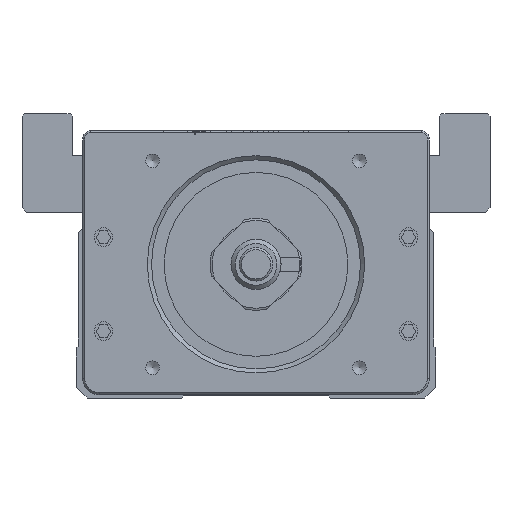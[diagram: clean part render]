
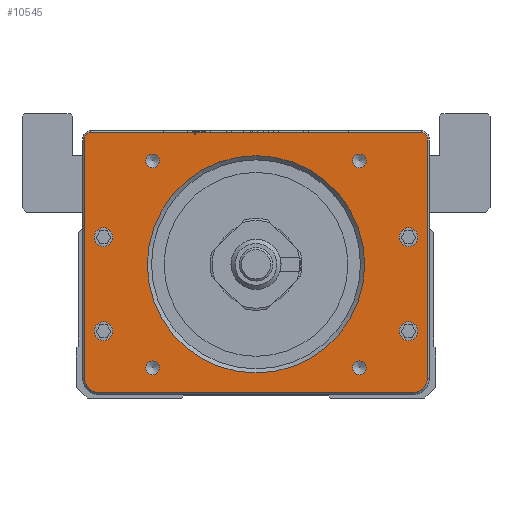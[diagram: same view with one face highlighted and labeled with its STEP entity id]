
A CAD part, front view. The second image highlights one B-rep face of the part: STEP entity #10545.
In plain terms, the highlighted planar face has unit normal (0, -1, 0).
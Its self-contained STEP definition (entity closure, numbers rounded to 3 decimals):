
#636=PLANE('',#35913);
#3728=LINE('',#50050,#7151);
#3729=LINE('',#50055,#7152);
#3730=LINE('',#50059,#7153);
#3731=LINE('',#50063,#7154);
#7151=VECTOR('',#39705,1.);
#7152=VECTOR('',#39708,1.);
#7153=VECTOR('',#39711,1.);
#7154=VECTOR('',#39714,1.);
#10545=ADVANCED_FACE('',(#13016,#13017,#13018,#13019,#13020,#13021,#13022,
#13023,#13024,#13025),#636,.F.);
#13016=FACE_BOUND('',#14353,.T.);
#13017=FACE_BOUND('',#14354,.T.);
#13018=FACE_BOUND('',#14355,.T.);
#13019=FACE_BOUND('',#14356,.T.);
#13020=FACE_BOUND('',#14357,.T.);
#13021=FACE_BOUND('',#14358,.T.);
#13022=FACE_BOUND('',#14359,.T.);
#13023=FACE_BOUND('',#14360,.T.);
#13024=FACE_BOUND('',#14361,.T.);
#13025=FACE_BOUND('',#14362,.T.);
#14353=EDGE_LOOP('',(#17653));
#14354=EDGE_LOOP('',(#17654));
#14355=EDGE_LOOP('',(#17655));
#14356=EDGE_LOOP('',(#17656));
#14357=EDGE_LOOP('',(#17657));
#14358=EDGE_LOOP('',(#17658,#17659,#17660,#17661,#17662,#17663,#17664,#17665));
#14359=EDGE_LOOP('',(#17666));
#14360=EDGE_LOOP('',(#17667));
#14361=EDGE_LOOP('',(#17668));
#14362=EDGE_LOOP('',(#17669));
#17653=ORIENTED_EDGE('',*,*,#30330,.T.);
#17654=ORIENTED_EDGE('',*,*,#30331,.T.);
#17655=ORIENTED_EDGE('',*,*,#30332,.T.);
#17656=ORIENTED_EDGE('',*,*,#30333,.T.);
#17657=ORIENTED_EDGE('',*,*,#30334,.T.);
#17658=ORIENTED_EDGE('',*,*,#30335,.T.);
#17659=ORIENTED_EDGE('',*,*,#30336,.T.);
#17660=ORIENTED_EDGE('',*,*,#30337,.T.);
#17661=ORIENTED_EDGE('',*,*,#30338,.T.);
#17662=ORIENTED_EDGE('',*,*,#30339,.T.);
#17663=ORIENTED_EDGE('',*,*,#30340,.T.);
#17664=ORIENTED_EDGE('',*,*,#30341,.T.);
#17665=ORIENTED_EDGE('',*,*,#30342,.T.);
#17666=ORIENTED_EDGE('',*,*,#30343,.T.);
#17667=ORIENTED_EDGE('',*,*,#30344,.T.);
#17668=ORIENTED_EDGE('',*,*,#30345,.T.);
#17669=ORIENTED_EDGE('',*,*,#30346,.T.);
#26906=VERTEX_POINT('',#50041);
#26907=VERTEX_POINT('',#50043);
#26908=VERTEX_POINT('',#50045);
#26909=VERTEX_POINT('',#50047);
#26910=VERTEX_POINT('',#50049);
#26911=VERTEX_POINT('',#50051);
#26912=VERTEX_POINT('',#50052);
#26913=VERTEX_POINT('',#50054);
#26914=VERTEX_POINT('',#50056);
#26915=VERTEX_POINT('',#50058);
#26916=VERTEX_POINT('',#50060);
#26917=VERTEX_POINT('',#50062);
#26918=VERTEX_POINT('',#50064);
#26919=VERTEX_POINT('',#50067);
#26920=VERTEX_POINT('',#50069);
#26921=VERTEX_POINT('',#50071);
#26922=VERTEX_POINT('',#50073);
#30330=EDGE_CURVE('',#26906,#26906,#34672,.T.);
#30331=EDGE_CURVE('',#26907,#26907,#34673,.T.);
#30332=EDGE_CURVE('',#26908,#26908,#34674,.T.);
#30333=EDGE_CURVE('',#26909,#26909,#34675,.T.);
#30334=EDGE_CURVE('',#26910,#26910,#34676,.T.);
#30335=EDGE_CURVE('',#26911,#26912,#3728,.T.);
#30336=EDGE_CURVE('',#26912,#26913,#34677,.T.);
#30337=EDGE_CURVE('',#26913,#26914,#3729,.T.);
#30338=EDGE_CURVE('',#26914,#26915,#34678,.T.);
#30339=EDGE_CURVE('',#26915,#26916,#3730,.T.);
#30340=EDGE_CURVE('',#26916,#26917,#34679,.T.);
#30341=EDGE_CURVE('',#26917,#26918,#3731,.T.);
#30342=EDGE_CURVE('',#26918,#26911,#34680,.T.);
#30343=EDGE_CURVE('',#26919,#26919,#34681,.T.);
#30344=EDGE_CURVE('',#26920,#26920,#34682,.T.);
#30345=EDGE_CURVE('',#26921,#26921,#34683,.T.);
#30346=EDGE_CURVE('',#26922,#26922,#34684,.T.);
#34672=CIRCLE('',#35900,26.);
#34673=CIRCLE('',#35901,1.65);
#34674=CIRCLE('',#35902,1.65);
#34675=CIRCLE('',#35903,1.65);
#34676=CIRCLE('',#35904,1.65);
#34677=CIRCLE('',#35905,1.5);
#34678=CIRCLE('',#35906,1.5);
#34679=CIRCLE('',#35907,3.5);
#34680=CIRCLE('',#35908,3.5);
#34681=CIRCLE('',#35909,2.25);
#34682=CIRCLE('',#35910,2.25);
#34683=CIRCLE('',#35911,2.25);
#34684=CIRCLE('',#35912,2.25);
#35900=AXIS2_PLACEMENT_3D('',#50040,#39695,#39696);
#35901=AXIS2_PLACEMENT_3D('',#50042,#39697,#39698);
#35902=AXIS2_PLACEMENT_3D('',#50044,#39699,#39700);
#35903=AXIS2_PLACEMENT_3D('',#50046,#39701,#39702);
#35904=AXIS2_PLACEMENT_3D('',#50048,#39703,#39704);
#35905=AXIS2_PLACEMENT_3D('',#50053,#39706,#39707);
#35906=AXIS2_PLACEMENT_3D('',#50057,#39709,#39710);
#35907=AXIS2_PLACEMENT_3D('',#50061,#39712,#39713);
#35908=AXIS2_PLACEMENT_3D('',#50065,#39715,#39716);
#35909=AXIS2_PLACEMENT_3D('',#50066,#39717,#39718);
#35910=AXIS2_PLACEMENT_3D('',#50068,#39719,#39720);
#35911=AXIS2_PLACEMENT_3D('',#50070,#39721,#39722);
#35912=AXIS2_PLACEMENT_3D('',#50072,#39723,#39724);
#35913=AXIS2_PLACEMENT_3D('',#50074,#39725,#39726);
#39695=DIRECTION('',(0.,1.,0.));
#39696=DIRECTION('',(0.,0.,1.));
#39697=DIRECTION('',(0.,1.,0.));
#39698=DIRECTION('',(0.,0.,1.));
#39699=DIRECTION('',(0.,1.,0.));
#39700=DIRECTION('',(0.,0.,1.));
#39701=DIRECTION('',(0.,1.,0.));
#39702=DIRECTION('',(0.,0.,1.));
#39703=DIRECTION('',(0.,1.,0.));
#39704=DIRECTION('',(0.,0.,1.));
#39705=DIRECTION('',(0.,0.,1.));
#39706=DIRECTION('',(0.,-1.,0.));
#39707=DIRECTION('',(0.,0.,1.));
#39708=DIRECTION('',(-1.,0.,0.));
#39709=DIRECTION('',(0.,-1.,0.));
#39710=DIRECTION('',(0.,0.,1.));
#39711=DIRECTION('',(0.,0.,-1.));
#39712=DIRECTION('',(0.,-1.,0.));
#39713=DIRECTION('',(0.,0.,1.));
#39714=DIRECTION('',(1.,0.,0.));
#39715=DIRECTION('',(0.,-1.,0.));
#39716=DIRECTION('',(0.,0.,1.));
#39717=DIRECTION('',(0.,1.,0.));
#39718=DIRECTION('',(0.,0.,1.));
#39719=DIRECTION('',(0.,1.,0.));
#39720=DIRECTION('',(0.,0.,1.));
#39721=DIRECTION('',(0.,1.,0.));
#39722=DIRECTION('',(0.,0.,1.));
#39723=DIRECTION('',(0.,1.,0.));
#39724=DIRECTION('',(0.,0.,1.));
#39725=DIRECTION('',(0.,1.,0.));
#39726=DIRECTION('',(0.,0.,-1.));
#50040=CARTESIAN_POINT('',(0.,-236.633,32.));
#50041=CARTESIAN_POINT('',(0.,-236.633,58.));
#50042=CARTESIAN_POINT('',(-24.749,-236.633,56.749));
#50043=CARTESIAN_POINT('',(-24.749,-236.633,58.399));
#50044=CARTESIAN_POINT('',(-24.749,-236.633,7.251));
#50045=CARTESIAN_POINT('',(-24.749,-236.633,8.901));
#50046=CARTESIAN_POINT('',(24.749,-236.633,7.251));
#50047=CARTESIAN_POINT('',(24.749,-236.633,8.901));
#50048=CARTESIAN_POINT('',(24.749,-236.633,56.749));
#50049=CARTESIAN_POINT('',(24.749,-236.633,58.399));
#50050=CARTESIAN_POINT('',(41.,-236.633,60.));
#50051=CARTESIAN_POINT('',(41.,-236.633,4.8));
#50052=CARTESIAN_POINT('',(41.,-236.633,62.));
#50053=CARTESIAN_POINT('',(39.5,-236.633,62.));
#50054=CARTESIAN_POINT('',(39.5,-236.633,63.5));
#50055=CARTESIAN_POINT('',(39.,-236.633,63.5));
#50056=CARTESIAN_POINT('',(-39.5,-236.633,63.5));
#50057=CARTESIAN_POINT('',(-39.5,-236.633,62.));
#50058=CARTESIAN_POINT('',(-41.,-236.633,62.));
#50059=CARTESIAN_POINT('',(-41.,-236.633,60.));
#50060=CARTESIAN_POINT('',(-41.,-236.633,4.8));
#50061=CARTESIAN_POINT('',(-37.5,-236.633,4.8));
#50062=CARTESIAN_POINT('',(-37.5,-236.633,1.3));
#50063=CARTESIAN_POINT('',(39.,-236.633,1.3));
#50064=CARTESIAN_POINT('',(37.5,-236.633,1.3));
#50065=CARTESIAN_POINT('',(37.5,-236.633,4.8));
#50066=CARTESIAN_POINT('',(-36.5,-236.633,38.5));
#50067=CARTESIAN_POINT('',(-36.5,-236.633,40.75));
#50068=CARTESIAN_POINT('',(-36.5,-236.633,16.));
#50069=CARTESIAN_POINT('',(-36.5,-236.633,18.25));
#50070=CARTESIAN_POINT('',(36.5,-236.633,38.5));
#50071=CARTESIAN_POINT('',(36.5,-236.633,40.75));
#50072=CARTESIAN_POINT('',(36.5,-236.633,16.));
#50073=CARTESIAN_POINT('',(36.5,-236.633,18.25));
#50074=CARTESIAN_POINT('',(39.,-236.633,60.));
